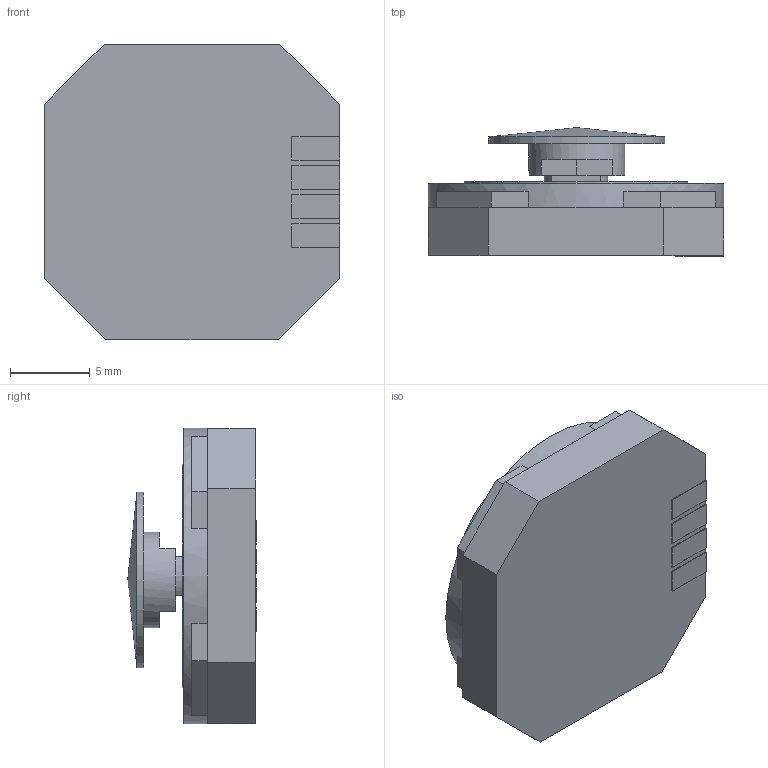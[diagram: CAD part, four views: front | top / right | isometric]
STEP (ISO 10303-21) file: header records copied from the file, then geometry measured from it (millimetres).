
FILE_DESCRIPTION(('FreeCAD Model'),'2;1');
FILE_NAME('Open CASCADE Shape Model','2021-11-28T13:54:32',('Author'),( ''),'Open CASCADE STEP processor 7.5','FreeCAD','Unknown');
FILE_SCHEMA(('AUTOMOTIVE_DESIGN { 1 0 10303 214 1 1 1 1 }'));
Length unit declared in the file: millimetre
Products named in the file (1): Cut001
Bounding box: 18.5 x 8.05 x 18.5 mm (x, y, z)
Volume: 1483.8 mm3; surface area: 1564.6 mm2
Topology: 7 solids, 7 shells, 81 faces, 380 edges, 620 vertices
Faces by surface type: plane 72, cylinder 8, cone 1
Full cylindrical faces by diameter (mm): 6 x1, 11 x1, 14 x1, 18.5 x1
Entity records: 5147 total; most frequent: CARTESIAN_POINT 1103, DIRECTION 614, ORIENTED_EDGE 386, LINE 306, VECTOR 306, EDGE_CURVE 193, GEOMETRIC_CURVE_SET 187, TRIMMED_CURVE 185
